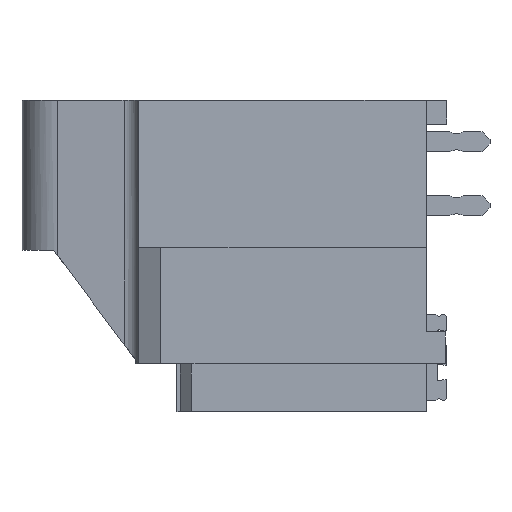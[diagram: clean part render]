
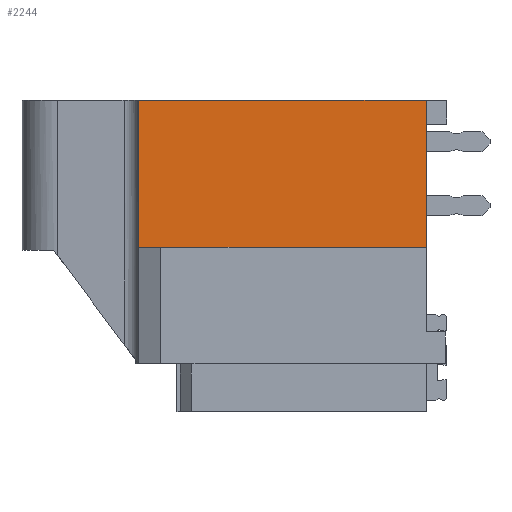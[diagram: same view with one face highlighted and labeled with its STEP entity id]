
A CAD part, left-side view. The second image highlights one B-rep face of the part: STEP entity #2244.
In plain terms, the highlighted planar face has unit normal (-1, 0, 0).
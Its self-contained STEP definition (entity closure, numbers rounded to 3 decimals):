
#2244 = ADVANCED_FACE( '', ( #4532 ), #4533, .F. );
#4532 = FACE_OUTER_BOUND( '', #6867, .T. );
#4533 = PLANE( '', #6868 );
#6867 = EDGE_LOOP( '', ( #13923, #13924, #13925, #13926, #13927 ) );
#6868 = AXIS2_PLACEMENT_3D( '', #13928, #13929, #13930 );
#13923 = ORIENTED_EDGE( '', *, *, #17201, .T. );
#13924 = ORIENTED_EDGE( '', *, *, #16497, .F. );
#13925 = ORIENTED_EDGE( '', *, *, #17445, .F. );
#13926 = ORIENTED_EDGE( '', *, *, #17489, .T. );
#13927 = ORIENTED_EDGE( '', *, *, #17406, .T. );
#13928 = CARTESIAN_POINT( '', ( -10.8, 9., -4.6 ) );
#13929 = DIRECTION( '', ( 1., 0., 0. ) );
#13930 = DIRECTION( '', ( 0., 0., -1. ) );
#16497 = EDGE_CURVE( '', #20715, #20717, #20718, .T. );
#17201 = EDGE_CURVE( '', #21647, #20717, #21648, .T. );
#17406 = EDGE_CURVE( '', #21875, #21647, #21877, .T. );
#17445 = EDGE_CURVE( '', #21917, #20715, #21919, .T. );
#17489 = EDGE_CURVE( '', #21917, #21875, #21966, .T. );
#20715 = VERTEX_POINT( '', #26449 );
#20717 = VERTEX_POINT( '', #26452 );
#20718 = LINE( '', #26453, #26454 );
#21647 = VERTEX_POINT( '', #27812 );
#21648 = LINE( '', #27813, #27814 );
#21875 = VERTEX_POINT( '', #28136 );
#21877 = LINE( '', #28139, #28140 );
#21917 = VERTEX_POINT( '', #28195 );
#21919 = LINE( '', #28198, #28199 );
#21966 = LINE( '', #28262, #28263 );
#26449 = CARTESIAN_POINT( '', ( -10.8, 9., 0. ) );
#26452 = CARTESIAN_POINT( '', ( -10.8, 0., 0. ) );
#26453 = CARTESIAN_POINT( '', ( -10.8, 9., 0. ) );
#26454 = VECTOR( '', #30478, 1000. );
#27812 = CARTESIAN_POINT( '', ( -10.8, 0., -4.6 ) );
#27813 = CARTESIAN_POINT( '', ( -10.8, 0., -4.6 ) );
#27814 = VECTOR( '', #31181, 1000. );
#28136 = CARTESIAN_POINT( '', ( -10.8, 8.3, -4.6 ) );
#28139 = CARTESIAN_POINT( '', ( -10.8, 9., -4.6 ) );
#28140 = VECTOR( '', #31353, 1000. );
#28195 = CARTESIAN_POINT( '', ( -10.8, 9., -4.6 ) );
#28198 = CARTESIAN_POINT( '', ( -10.8, 9., -4.6 ) );
#28199 = VECTOR( '', #31376, 1000. );
#28262 = CARTESIAN_POINT( '', ( -10.8, 9., -4.6 ) );
#28263 = VECTOR( '', #31396, 1000. );
#30478 = DIRECTION( '', ( 0., -1., 0. ) );
#31181 = DIRECTION( '', ( 0., 0., 1. ) );
#31353 = DIRECTION( '', ( 0., -1., 0. ) );
#31376 = DIRECTION( '', ( 0., 0., 1. ) );
#31396 = DIRECTION( '', ( 0., -1., 0. ) );
